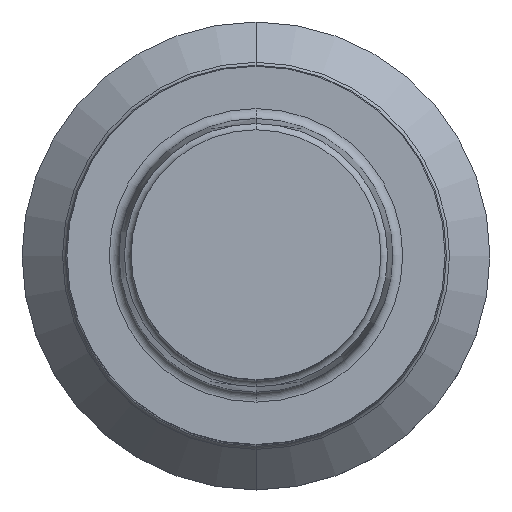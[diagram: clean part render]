
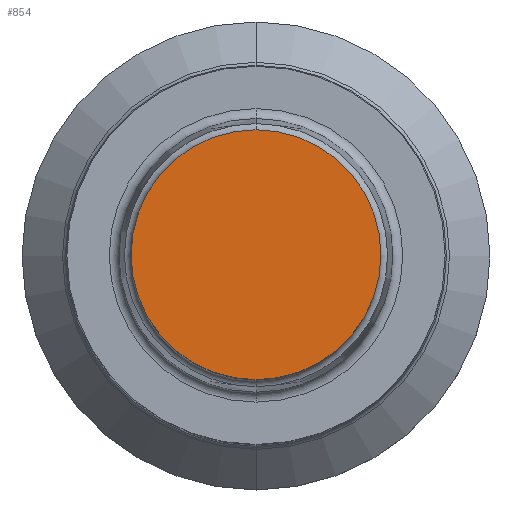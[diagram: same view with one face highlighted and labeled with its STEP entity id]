
A CAD part, top view. The second image highlights one B-rep face of the part: STEP entity #854.
In plain terms, the highlighted face is planar.
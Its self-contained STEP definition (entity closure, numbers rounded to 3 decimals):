
#399=CARTESIAN_POINT('',(0.,0.,-7.1));
#400=DIRECTION('',(0.,0.,-1.));
#401=DIRECTION('',(0.,1.,0.));
#402=AXIS2_PLACEMENT_3D('',#399,#400,#401);
#421=CARTESIAN_POINT('',(0.,0.,-7.1));
#422=DIRECTION('',(0.,0.,1.));
#423=DIRECTION('',(0.,1.,0.));
#424=AXIS2_PLACEMENT_3D('',#421,#422,#423);
#617=CARTESIAN_POINT('',(0.,2.51,-7.1));
#619=VERTEX_POINT('',#617);
#633=CARTESIAN_POINT('',(0.,-2.51,-7.1));
#635=VERTEX_POINT('',#633);
#845=CARTESIAN_POINT('',(0.,0.,-7.1));
#846=DIRECTION('',(0.,0.,-1.));
#847=DIRECTION('',(0.,-1.,0.));
#848=AXIS2_PLACEMENT_3D('',#845,#846,#847);
#849=PLANE('',#848);
#850=ORIENTED_EDGE('',*,*,#674,.T.);
#851=ORIENTED_EDGE('',*,*,#656,.F.);
#852=EDGE_LOOP('',(#850,#851));
#853=FACE_OUTER_BOUND('',#852,.F.);
#854=ADVANCED_FACE('',(#853),#849,.T.);
#403=CIRCLE('',#402,2.51);
#425=CIRCLE('',#424,2.51);
#656=EDGE_CURVE('',#619,#635,#403,.T.);
#674=EDGE_CURVE('',#619,#635,#425,.T.);
